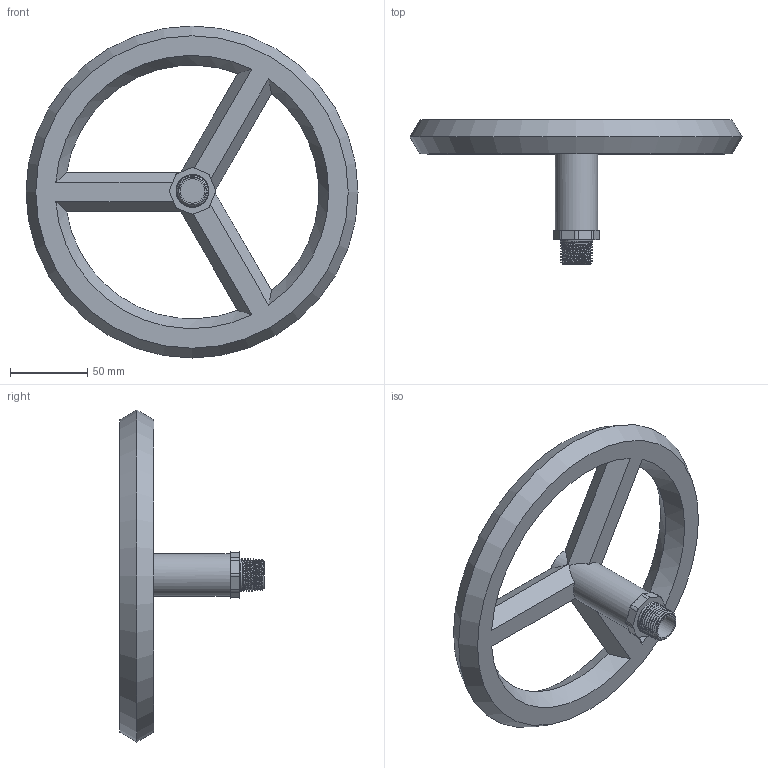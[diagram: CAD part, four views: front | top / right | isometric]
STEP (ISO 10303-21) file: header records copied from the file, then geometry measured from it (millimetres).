
FILE_DESCRIPTION(/* description */ (''),/* implementation_level */ '2;1');
FILE_NAME(/* name */ 'aerobuck_manifold.step',/* time_stamp */ '2020-08-02T15:26:42-07:00',/* author */ (''),/* organization */ (''),/* preprocessor_version */ 'ST-DEVELOPER v18.1',/* originating_system */ 'Autodesk Translation Framework v9.3.0.1241',/* authorisation */ '');
FILE_SCHEMA (('AUTOMOTIVE_DESIGN { 1 0 10303 214 3 1 1 }'));
Length unit declared in the file: millimetre
Products named in the file (1): hex manifold
Bounding box: 215.4 x 93.57 x 215.4 mm (x, y, z)
Volume: 179401.1 mm3; surface area: 120623.2 mm2
Topology: 1 solids, 1 shells, 112 faces, 320 edges, 207 vertices
Faces by surface type: plane 49, cone 38, cylinder 22, bspline 3
Full cylindrical faces by diameter (mm): 4.8 x6, 15.799 x1, 21.539 x1, 27.432 x1
Entity records: 9445 total; most frequent: CARTESIAN_POINT 6500, ORIENTED_EDGE 640, DIRECTION 600, EDGE_CURVE 320, AXIS2_PLACEMENT_3D 245, VERTEX_POINT 207, EDGE_LOOP 133, FACE_OUTER_BOUND 112
